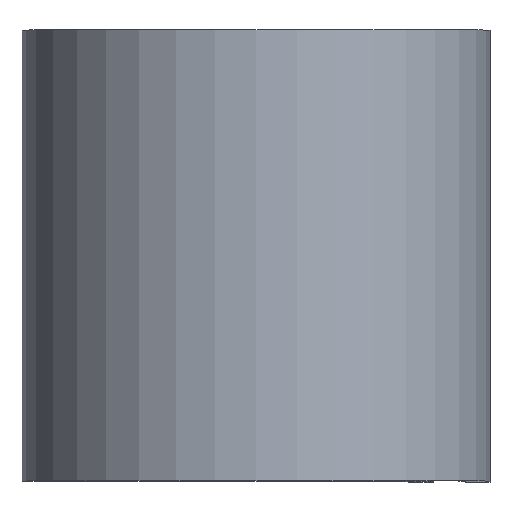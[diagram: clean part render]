
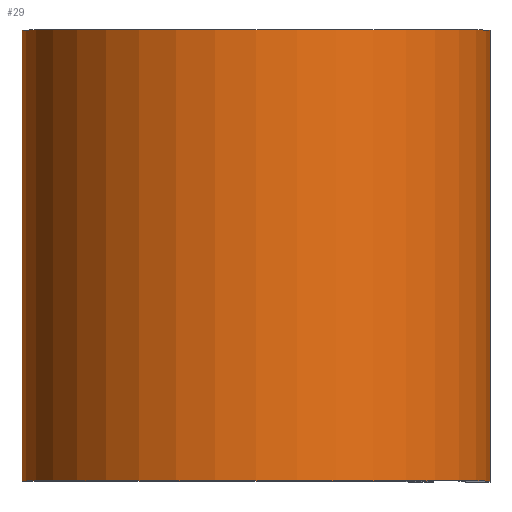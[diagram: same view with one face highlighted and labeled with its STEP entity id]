
A CAD part, top view. The second image highlights one B-rep face of the part: STEP entity #29.
In plain terms, the highlighted cylindrical face has radius 11.532 mm (diameter 23.063 mm), a partial arc.
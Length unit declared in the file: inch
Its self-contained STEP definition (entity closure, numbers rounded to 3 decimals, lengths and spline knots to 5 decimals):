
#6 = DIRECTION ( 'NONE',  ( 0., -1., 0. ) ) ;
#24 = VERTEX_POINT ( 'NONE', #186 ) ;
#29 = ADVANCED_FACE ( 'NONE', ( #488 ), #342, .T. ) ;
#37 = CARTESIAN_POINT ( 'NONE',  ( 0., 0.4375, 0. ) ) ;
#40 = AXIS2_PLACEMENT_3D ( 'NONE', #164, #428, #719 ) ;
#51 = EDGE_LOOP ( 'NONE', ( #462, #550, #666, #156 ) ) ;
#131 = AXIS2_PLACEMENT_3D ( 'NONE', #37, #473, #209 ) ;
#156 = ORIENTED_EDGE ( 'NONE', *, *, #271, .T. ) ;
#159 = CIRCLE ( 'NONE', #131, 0.454 ) ;
#164 = CARTESIAN_POINT ( 'NONE',  ( 0., -0.4375, 0. ) ) ;
#171 = CIRCLE ( 'NONE', #40, 0.454 ) ;
#176 = CARTESIAN_POINT ( 'NONE',  ( 0., 0.4375, 0. ) ) ;
#180 = EDGE_CURVE ( 'NONE', #599, #24, #573, .T. ) ;
#186 = CARTESIAN_POINT ( 'NONE',  ( 0.454, -0.4375, 0. ) ) ;
#196 = CARTESIAN_POINT ( 'NONE',  ( 0., -0.4375, -0.454 ) ) ;
#209 = DIRECTION ( 'NONE',  ( 1., 0., 0. ) ) ;
#225 = DIRECTION ( 'NONE',  ( 0., -1., 0. ) ) ;
#236 = DIRECTION ( 'NONE',  ( 0., 0., -1. ) ) ;
#271 = EDGE_CURVE ( 'NONE', #725, #468, #324, .T. ) ;
#324 = LINE ( 'NONE', #387, #359 ) ;
#342 = CYLINDRICAL_SURFACE ( 'NONE', #693, 0.454 ) ;
#359 = VECTOR ( 'NONE', #6, 39.37008 ) ;
#387 = CARTESIAN_POINT ( 'NONE',  ( 0., 0.4375, -0.454 ) ) ;
#401 = CARTESIAN_POINT ( 'NONE',  ( 0., 0.4375, -0.454 ) ) ;
#428 = DIRECTION ( 'NONE',  ( 0., 1., 0. ) ) ;
#450 = EDGE_CURVE ( 'NONE', #468, #24, #171, .T. ) ;
#462 = ORIENTED_EDGE ( 'NONE', *, *, #450, .T. ) ;
#468 = VERTEX_POINT ( 'NONE', #196 ) ;
#473 = DIRECTION ( 'NONE',  ( 0., 1., 0. ) ) ;
#488 = FACE_OUTER_BOUND ( 'NONE', #51, .T. ) ;
#522 = EDGE_CURVE ( 'NONE', #725, #599, #159, .T. ) ;
#550 = ORIENTED_EDGE ( 'NONE', *, *, #180, .F. ) ;
#573 = LINE ( 'NONE', #681, #620 ) ;
#595 = CARTESIAN_POINT ( 'NONE',  ( 0.454, 0.4375, 0. ) ) ;
#599 = VERTEX_POINT ( 'NONE', #595 ) ;
#620 = VECTOR ( 'NONE', #662, 39.37008 ) ;
#662 = DIRECTION ( 'NONE',  ( 0., -1., 0. ) ) ;
#666 = ORIENTED_EDGE ( 'NONE', *, *, #522, .F. ) ;
#681 = CARTESIAN_POINT ( 'NONE',  ( 0.454, 0.4375, 0. ) ) ;
#693 = AXIS2_PLACEMENT_3D ( 'NONE', #176, #225, #236 ) ;
#719 = DIRECTION ( 'NONE',  ( 1., 0., 0. ) ) ;
#725 = VERTEX_POINT ( 'NONE', #401 ) ;
